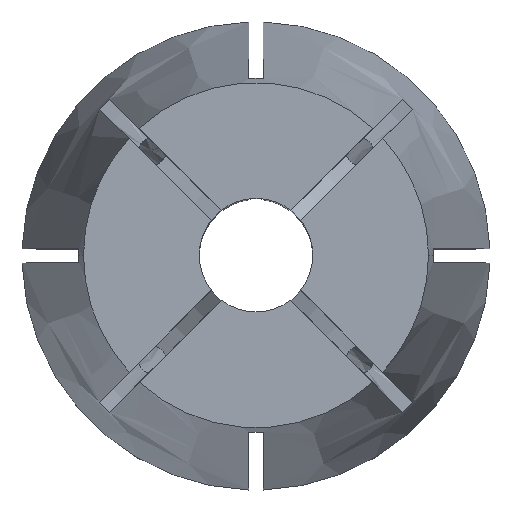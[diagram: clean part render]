
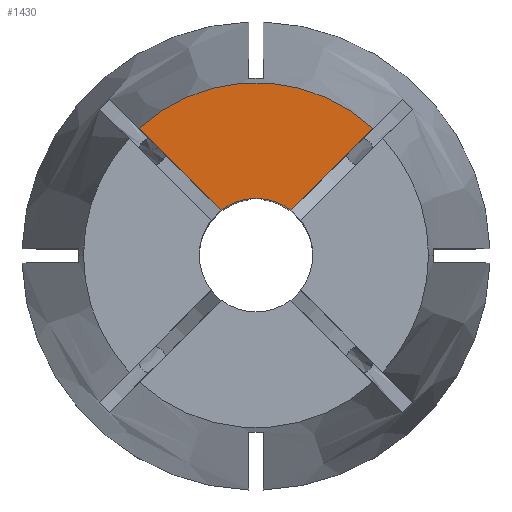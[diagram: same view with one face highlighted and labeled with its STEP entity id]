
A CAD part, top view. The second image highlights one B-rep face of the part: STEP entity #1430.
In plain terms, the highlighted planar face has unit normal (0, 0, 1).
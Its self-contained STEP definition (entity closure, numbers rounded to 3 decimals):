
#9 = CARTESIAN_POINT ( 'NONE',  ( -2.453, 3.16, 0. ) ) ;
#133 = VERTEX_POINT ( 'NONE', #1625 ) ;
#264 = LINE ( 'NONE', #2495, #2161 ) ;
#349 = EDGE_CURVE ( 'NONE', #2362, #2473, #264, .T. ) ;
#478 = DIRECTION ( 'NONE',  ( 0.707, 0.707, 0. ) ) ;
#683 = VERTEX_POINT ( 'NONE', #9 ) ;
#714 = EDGE_LOOP ( 'NONE', ( #1436, #2468, #1193, #744 ) ) ;
#744 = ORIENTED_EDGE ( 'NONE', *, *, #2585, .T. ) ;
#795 = FACE_OUTER_BOUND ( 'NONE', #714, .T. ) ;
#934 = EDGE_CURVE ( 'NONE', #2473, #133, #2629, .T. ) ;
#936 = DIRECTION ( 'NONE',  ( 0., 0., 1. ) ) ;
#948 = CARTESIAN_POINT ( 'NONE',  ( 0., 0., 0. ) ) ;
#1117 = AXIS2_PLACEMENT_3D ( 'NONE', #2108, #936, #2451 ) ;
#1193 = ORIENTED_EDGE ( 'NONE', *, *, #934, .T. ) ;
#1243 = CARTESIAN_POINT ( 'NONE',  ( 0., 0., 0. ) ) ;
#1302 = CARTESIAN_POINT ( 'NONE',  ( 2.453, 3.16, 0. ) ) ;
#1374 = CARTESIAN_POINT ( 'NONE',  ( 0.354, 0.354, 0. ) ) ;
#1376 = DIRECTION ( 'NONE',  ( 1., 0., 0. ) ) ;
#1430 = ADVANCED_FACE ( 'NONE', ( #795 ), #1818, .F. ) ;
#1436 = ORIENTED_EDGE ( 'NONE', *, *, #1939, .F. ) ;
#1592 = DIRECTION ( 'NONE',  ( 0.707, -0.707, 0. ) ) ;
#1625 = CARTESIAN_POINT ( 'NONE',  ( -8.236, 8.943, 0. ) ) ;
#1778 = AXIS2_PLACEMENT_3D ( 'NONE', #948, #2393, #1376 ) ;
#1818 = PLANE ( 'NONE',  #2754 ) ;
#1865 = CIRCLE ( 'NONE', #1778, 4. ) ;
#1922 = DIRECTION ( 'NONE',  ( -1., 0., 0. ) ) ;
#1939 = EDGE_CURVE ( 'NONE', #2362, #683, #1865, .T. ) ;
#2108 = CARTESIAN_POINT ( 'NONE',  ( 0., 0., 0. ) ) ;
#2161 = VECTOR ( 'NONE', #478, 1000. ) ;
#2242 = CARTESIAN_POINT ( 'NONE',  ( 8.236, 8.943, 0. ) ) ;
#2330 = DIRECTION ( 'NONE',  ( 0., 0., -1. ) ) ;
#2362 = VERTEX_POINT ( 'NONE', #1302 ) ;
#2393 = DIRECTION ( 'NONE',  ( 0., 0., 1. ) ) ;
#2451 = DIRECTION ( 'NONE',  ( 1., 0., 0. ) ) ;
#2468 = ORIENTED_EDGE ( 'NONE', *, *, #349, .T. ) ;
#2473 = VERTEX_POINT ( 'NONE', #2242 ) ;
#2495 = CARTESIAN_POINT ( 'NONE',  ( -0.354, 0.354, 0. ) ) ;
#2544 = LINE ( 'NONE', #1374, #2604 ) ;
#2585 = EDGE_CURVE ( 'NONE', #133, #683, #2544, .T. ) ;
#2604 = VECTOR ( 'NONE', #1592, 1000. ) ;
#2629 = CIRCLE ( 'NONE', #1117, 12.158 ) ;
#2754 = AXIS2_PLACEMENT_3D ( 'NONE', #1243, #2330, #1922 ) ;
